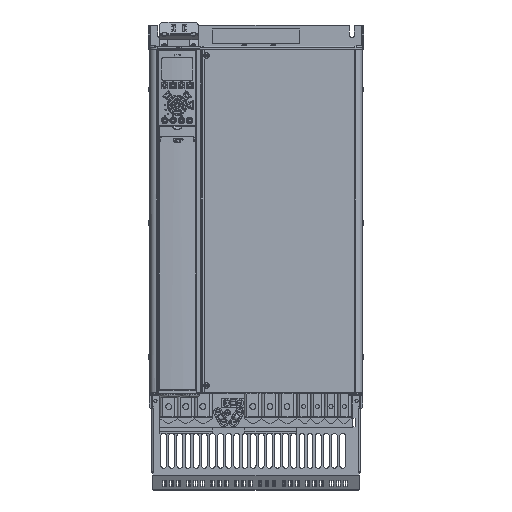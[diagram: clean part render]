
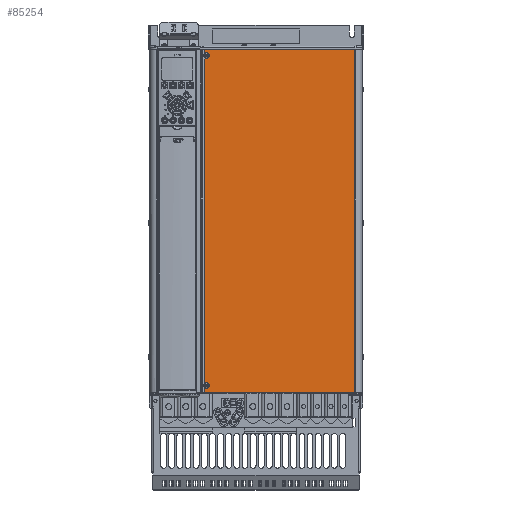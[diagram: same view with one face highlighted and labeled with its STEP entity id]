
A CAD part, top view. The second image highlights one B-rep face of the part: STEP entity #85254.
In plain terms, the highlighted planar face has unit normal (0, 0, 1).
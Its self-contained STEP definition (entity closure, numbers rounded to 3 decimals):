
#4896=DIRECTION('',(-1.,0.,0.));
#4897=VECTOR('',#4896,257.671);
#4898=CARTESIAN_POINT('',(169.111,293.55,325.8));
#4899=LINE('',#4898,#4897);
#5043=DIRECTION('',(0.,-1.,0.));
#5044=VECTOR('',#5043,8.931);
#5045=CARTESIAN_POINT('',(-88.56,-286.569,325.8));
#5046=LINE('',#5045,#5044);
#5051=DIRECTION('',(0.,-1.,0.));
#5052=VECTOR('',#5051,6.981);
#5053=CARTESIAN_POINT('',(-88.56,293.55,325.8));
#5054=LINE('',#5053,#5052);
#5055=DIRECTION('',(0.,-1.,0.));
#5056=VECTOR('',#5055,562.461);
#5057=CARTESIAN_POINT('',(-88.56,281.231,325.8));
#5058=LINE('',#5057,#5056);
#5059=CARTESIAN_POINT('',(-88.56,-286.569,325.8));
#5089=CARTESIAN_POINT('',(-88.56,-281.231,325.8));
#5091=CARTESIAN_POINT('',(-85.,-283.9,325.8));
#5092=DIRECTION('',(0.,0.,1.));
#5093=DIRECTION('',(0.265,-0.964,0.));
#5094=AXIS2_PLACEMENT_3D('',#5091,#5092,#5093);
#5096=CARTESIAN_POINT('',(-85.,-283.9,325.8));
#5097=DIRECTION('',(0.,0.,1.));
#5098=DIRECTION('',(1.,-0.008,0.));
#5099=AXIS2_PLACEMENT_3D('',#5096,#5097,#5098);
#5101=CARTESIAN_POINT('',(-85.,283.9,325.8));
#5102=DIRECTION('',(0.,0.,1.));
#5103=DIRECTION('',(-0.8,-0.6,0.));
#5104=AXIS2_PLACEMENT_3D('',#5101,#5102,#5103);
#5106=CARTESIAN_POINT('',(-85.,283.9,325.8));
#5107=DIRECTION('',(0.,0.,1.));
#5108=DIRECTION('',(1.,-0.008,0.));
#5109=AXIS2_PLACEMENT_3D('',#5106,#5107,#5108);
#5111=CARTESIAN_POINT('',(-85.,286.1,325.8));
#5112=DIRECTION('',(0.,0.,1.));
#5113=DIRECTION('',(0.49,0.871,0.));
#5114=AXIS2_PLACEMENT_3D('',#5111,#5112,#5113);
#5116=CARTESIAN_POINT('',(-85.,283.9,325.8));
#5117=DIRECTION('',(0.,0.,1.));
#5118=DIRECTION('',(-0.265,0.964,0.));
#5119=AXIS2_PLACEMENT_3D('',#5116,#5117,#5118);
#5121=DIRECTION('',(-1.,0.,0.));
#5122=VECTOR('',#5121,1.003);
#5123=CARTESIAN_POINT('',(169.111,-295.5,325.8));
#5124=LINE('',#5123,#5122);
#5125=DIRECTION('',(-1.,0.,0.));
#5126=VECTOR('',#5125,250.452);
#5127=CARTESIAN_POINT('',(161.892,-295.5,325.8));
#5128=LINE('',#5127,#5126);
#5129=CARTESIAN_POINT('',(-85.,-283.9,325.8));
#5130=DIRECTION('',(0.,0.,1.));
#5131=DIRECTION('',(-0.8,-0.6,0.));
#5132=AXIS2_PLACEMENT_3D('',#5129,#5130,#5131);
#5134=CARTESIAN_POINT('',(-85.,-286.1,325.8));
#5135=DIRECTION('',(0.,0.,1.));
#5136=DIRECTION('',(-0.49,-0.871,0.));
#5137=AXIS2_PLACEMENT_3D('',#5134,#5135,#5136);
#5139=CARTESIAN_POINT('',(-88.56,281.231,325.8));
#5863=DIRECTION('',(0.,1.,0.));
#5864=VECTOR('',#5863,589.05);
#5865=CARTESIAN_POINT('',(169.111,-295.5,325.8));
#5866=LINE('',#5865,#5864);
#12934=CARTESIAN_POINT('',(161.892,-295.5,
325.8));
#12935=CARTESIAN_POINT('',(162.019,-295.487,
325.8));
#12936=CARTESIAN_POINT('',(162.271,-295.467,
325.8));
#12937=CARTESIAN_POINT('',(162.633,-295.453,325.8));
#12938=CARTESIAN_POINT('',(162.871,-295.45,325.8));
#12939=CARTESIAN_POINT('',(162.989,-295.45,325.8));
#12941=CARTESIAN_POINT('',(167.011,-295.45,
325.8));
#12942=CARTESIAN_POINT('',(167.129,-295.45,
325.8));
#12943=CARTESIAN_POINT('',(167.367,-295.453,
325.8));
#12944=CARTESIAN_POINT('',(167.729,-295.467,325.8));
#12945=CARTESIAN_POINT('',(167.981,-295.487,
325.8));
#12946=CARTESIAN_POINT('',(168.108,-295.5,
325.8));
#12948=DIRECTION('',(1.,0.,0.));
#12949=VECTOR('',#12948,4.022);
#12950=CARTESIAN_POINT('',(162.989,-295.45,325.8));
#12951=LINE('',#12950,#12949);
#65790=CARTESIAN_POINT('',(169.111,293.55,325.8));
#65791=VERTEX_POINT('',#65790);
#65792=CARTESIAN_POINT('',(-88.56,293.55,325.8));
#65793=VERTEX_POINT('',#65792);
#72072=CARTESIAN_POINT('',(-88.56,-295.5,325.8));
#72073=VERTEX_POINT('',#72072);
#72074=CARTESIAN_POINT('',(161.892,-295.5,
325.8));
#72075=VERTEX_POINT('',#72074);
#72076=CARTESIAN_POINT('',(168.108,-295.5,
325.8));
#72077=VERTEX_POINT('',#72076);
#72078=CARTESIAN_POINT('',(169.111,-295.5,325.8));
#72079=VERTEX_POINT('',#72078);
#72085=VERTEX_POINT('',#5089);
#72088=VERTEX_POINT('',#5059);
#72089=CARTESIAN_POINT('',(-88.56,286.569,325.8));
#72090=VERTEX_POINT('',#72089);
#72094=VERTEX_POINT('',#5139);
#72095=CARTESIAN_POINT('',(-80.55,-283.935,325.8));
#72096=VERTEX_POINT('',#72095);
#72097=CARTESIAN_POINT('',(-83.823,-288.191,325.8));
#72098=VERTEX_POINT('',#72097);
#72099=CARTESIAN_POINT('',(-86.177,-288.191,325.8));
#72100=VERTEX_POINT('',#72099);
#72103=CARTESIAN_POINT('',(-80.55,283.865,325.8));
#72104=CARTESIAN_POINT('',(-83.823,288.191,325.8));
#72105=VERTEX_POINT('',#72103);
#72106=VERTEX_POINT('',#72104);
#72107=CARTESIAN_POINT('',(-86.177,288.191,325.8));
#72108=VERTEX_POINT('',#72107);
#72109=VERTEX_POINT('',#12941);
#72110=CARTESIAN_POINT('',(162.989,-295.45,325.8));
#72111=VERTEX_POINT('',#72110);
#85218=CARTESIAN_POINT('',(-88.56,295.5,325.8));
#85219=DIRECTION('',(0.,0.,-1.));
#85220=DIRECTION('',(1.,0.,0.));
#85221=AXIS2_PLACEMENT_3D('',#85218,#85219,#85220);
#85222=PLANE('',#85221);
#85223=ORIENTED_EDGE('',*,*,#85203,.T.);
#85224=ORIENTED_EDGE('',*,*,#85201,.T.);
#85225=ORIENTED_EDGE('',*,*,#85191,.F.);
#85227=ORIENTED_EDGE('',*,*,#85226,.T.);
#85229=ORIENTED_EDGE('',*,*,#85228,.T.);
#85231=ORIENTED_EDGE('',*,*,#85230,.T.);
#85233=ORIENTED_EDGE('',*,*,#85232,.T.);
#85234=ORIENTED_EDGE('',*,*,#85181,.F.);
#85235=ORIENTED_EDGE('',*,*,#84953,.F.);
#85237=ORIENTED_EDGE('',*,*,#85236,.F.);
#85239=ORIENTED_EDGE('',*,*,#85238,.T.);
#85241=ORIENTED_EDGE('',*,*,#85240,.F.);
#85243=ORIENTED_EDGE('',*,*,#85242,.F.);
#85245=ORIENTED_EDGE('',*,*,#85244,.F.);
#85247=ORIENTED_EDGE('',*,*,#85246,.T.);
#85248=ORIENTED_EDGE('',*,*,#85175,.F.);
#85249=ORIENTED_EDGE('',*,*,#85207,.T.);
#85251=ORIENTED_EDGE('',*,*,#85250,.T.);
#85252=EDGE_LOOP('',(#85223,#85224,#85225,#85227,#85229,#85231,#85233,#85234,
#85235,#85237,#85239,#85241,#85243,#85245,#85247,#85248,#85249,#85251));
#85253=FACE_OUTER_BOUND('',#85252,.F.);
#85254=ADVANCED_FACE('',(#85253),#85222,.F.);
#5095=CIRCLE('',#5094,4.45);
#5100=CIRCLE('',#5099,4.45);
#5105=CIRCLE('',#5104,4.45);
#5110=CIRCLE('',#5109,4.45);
#5115=CIRCLE('',#5114,2.4);
#5120=CIRCLE('',#5119,4.45);
#5133=CIRCLE('',#5132,4.45);
#5138=CIRCLE('',#5137,2.4);
#12940=B_SPLINE_CURVE_WITH_KNOTS('',3,(#12934,#12935,#12936,#12937,#12938,
#12939),.UNSPECIFIED.,.F.,.F.,(4,1,1,4),(0.,0.333,
0.667,1.),.UNSPECIFIED.);
#12947=B_SPLINE_CURVE_WITH_KNOTS('',3,(#12941,#12942,#12943,#12944,#12945,
#12946),.UNSPECIFIED.,.F.,.F.,(4,1,1,4),(0.,0.333,
0.667,1.),.UNSPECIFIED.);
#84953=EDGE_CURVE('',#65791,#65793,#4899,.T.);
#85175=EDGE_CURVE('',#72088,#72073,#5046,.T.);
#85181=EDGE_CURVE('',#65793,#72090,#5054,.T.);
#85191=EDGE_CURVE('',#72094,#72085,#5058,.T.);
#85201=EDGE_CURVE('',#72096,#72085,#5100,.T.);
#85203=EDGE_CURVE('',#72098,#72096,#5095,.T.);
#85207=EDGE_CURVE('',#72088,#72100,#5133,.T.);
#85226=EDGE_CURVE('',#72094,#72105,#5105,.T.);
#85228=EDGE_CURVE('',#72105,#72106,#5110,.T.);
#85230=EDGE_CURVE('',#72106,#72108,#5115,.T.);
#85232=EDGE_CURVE('',#72108,#72090,#5120,.T.);
#85236=EDGE_CURVE('',#72079,#65791,#5866,.T.);
#85238=EDGE_CURVE('',#72079,#72077,#5124,.T.);
#85240=EDGE_CURVE('',#72109,#72077,#12947,.T.);
#85242=EDGE_CURVE('',#72111,#72109,#12951,.T.);
#85244=EDGE_CURVE('',#72075,#72111,#12940,.T.);
#85246=EDGE_CURVE('',#72075,#72073,#5128,.T.);
#85250=EDGE_CURVE('',#72100,#72098,#5138,.T.);
